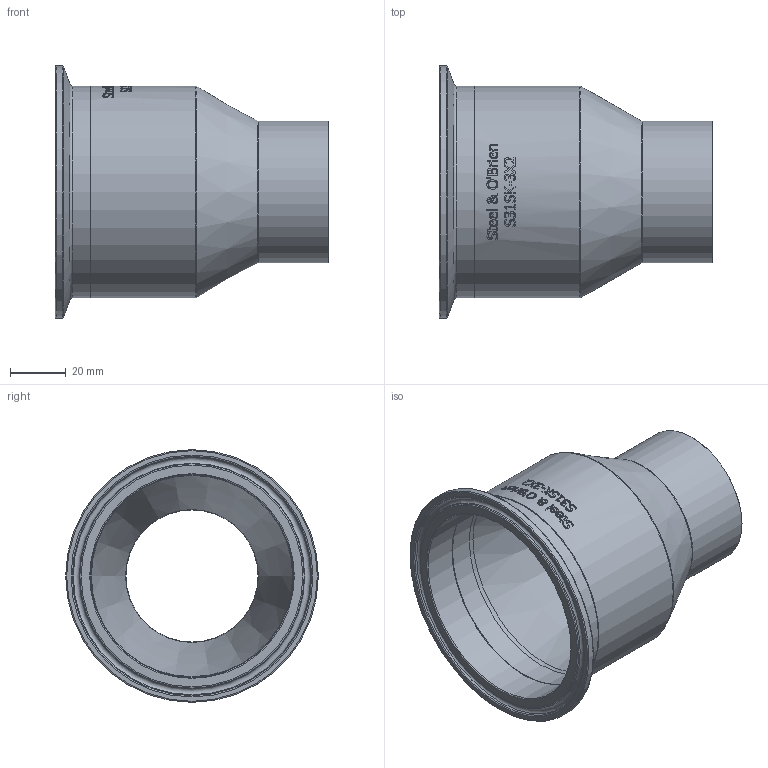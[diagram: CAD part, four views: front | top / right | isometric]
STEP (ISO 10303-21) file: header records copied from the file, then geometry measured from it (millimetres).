
FILE_DESCRIPTION(/* description */ (''),/* implementation_level */ '2;1');
FILE_NAME(/* name */ 'S31SK-3X2.stp',/* time_stamp */ '2018-11-29T14:49:48-05:00',/* author */ ('rick'),/* organization */ (''),/* preprocessor_version */ 'ST-DEVELOPER v15.2',/* originating_system */ 'Autodesk Inventor 2014',/* authorisation */ '');
FILE_SCHEMA (('AUTOMOTIVE_DESIGN { 1 0 10303 214 3 1 1 }'));
Length unit declared in the file: inch
Products named in the file (1): S31SK-3X2
Bounding box: 98.42 x 90.91 x 90.91 mm (x, y, z)
Volume: 80614.7 mm3; surface area: 44464.9 mm2
Topology: 1 solids, 1 shells, 412 faces, 1108 edges, 730 vertices
Faces by surface type: bspline 201, plane 151, cylinder 38, torus 17, cone 5
Full cylindrical faces by diameter (mm): 47.498 x1, 50.8 x1, 72.898 x2, 76.2 x2, 90.907 x1
Entity records: 16402 total; most frequent: CARTESIAN_POINT 7284, ORIENTED_EDGE 2158, DIRECTION 1309, EDGE_CURVE 1079, VERTEX_POINT 730, EDGE_LOOP 475, LINE 469, VECTOR 469
